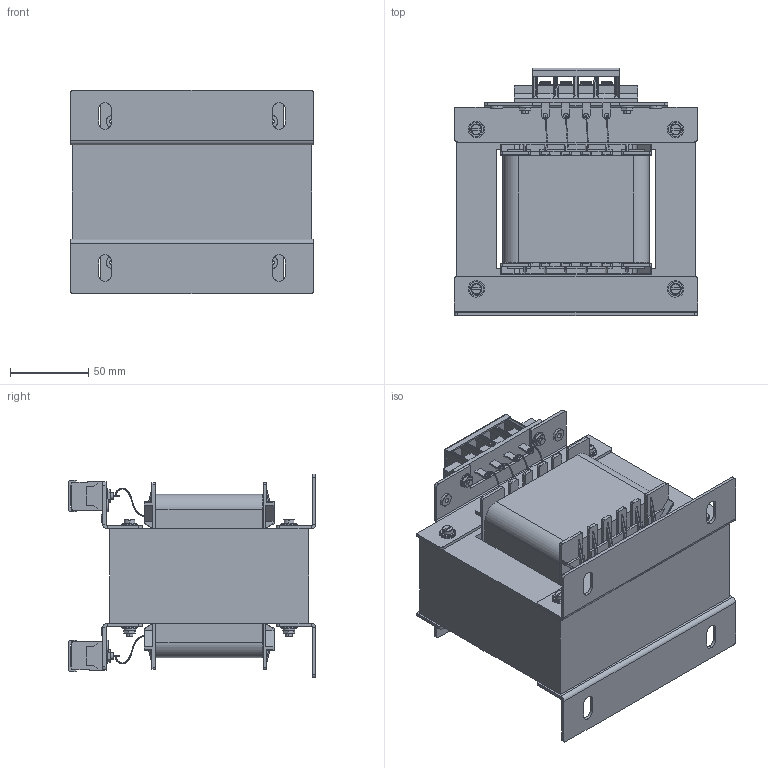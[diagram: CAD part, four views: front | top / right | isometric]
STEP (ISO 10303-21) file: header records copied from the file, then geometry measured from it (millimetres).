
FILE_DESCRIPTION (( 'STEP AP214' ), '1' );
FILE_NAME ('9607 STEP.STEP', '2025-04-21T08:32:00', ( '' ), ( '' ), 'SwSTEP 2.0', 'SolidWorks 2022', '' );
FILE_SCHEMA (( 'AUTOMOTIVE_DESIGN' ));
Length unit declared in the file: millimetre
Products named in the file (1): 9607 STEP
Bounding box: 155 x 157.6 x 129.94 mm (x, y, z)
Volume: 1490520.2 mm3; surface area: 317958.4 mm2
Topology: 63 solids, 63 shells, 3283 faces, 8379 edges, 5182 vertices
Faces by surface type: plane 1983, cylinder 720, bspline 232, torus 184, cone 144, sphere 20
Entity records: 145056 total; most frequent: CARTESIAN_POINT 31643, ORIENTED_EDGE 16566, DIRECTION 14731, EDGE_CURVE 8283, VECTOR 5387, LINE 5387, VERTEX_POINT 5182, AXIS2_PLACEMENT_3D 4672
